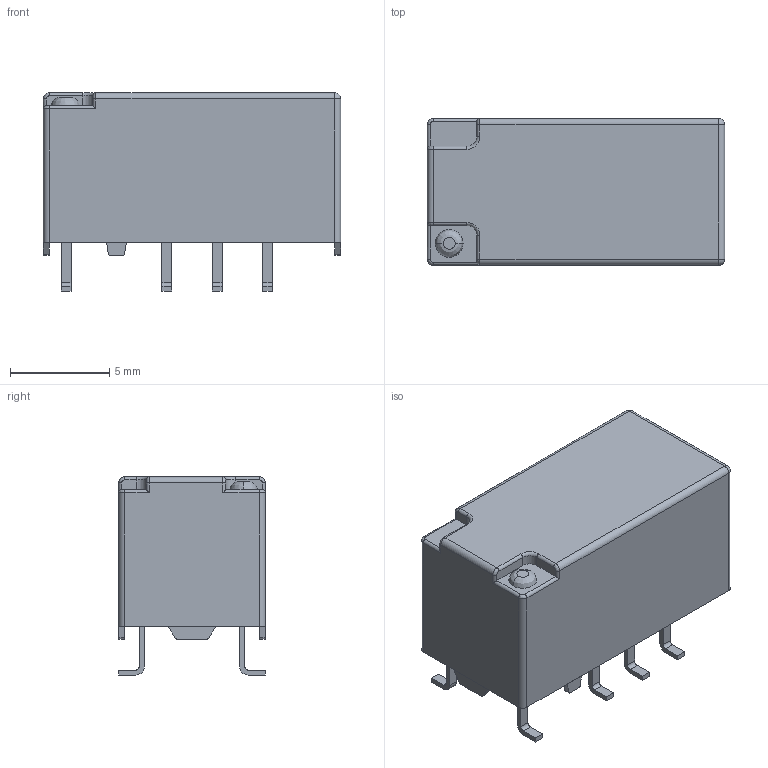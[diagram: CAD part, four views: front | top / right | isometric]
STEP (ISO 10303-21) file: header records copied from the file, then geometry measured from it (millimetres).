
FILE_DESCRIPTION((''),'2;1');
FILE_NAME('REL_PANASONIC_TXS2SS.stp','2011-05-25T13:06:02',(''),(''),'Mechanical Desktop 2011','Mechanical Desktop 2011',', , ');
FILE_SCHEMA(('AUTOMOTIVE_DESIGN { 1 2 10303 214 1 1 1 1 }'));
Length unit declared in the file: millimetre
Products named in the file (1): Product
Bounding box: 15 x 7.4 x 10 mm (x, y, z)
Volume: 836.2 mm3; surface area: 609.1 mm2
Topology: 14 solids, 14 shells, 160 faces, 374 edges, 242 vertices
Faces by surface type: plane 70, bspline 48, cylinder 38, torus 2, sphere 2
Entity records: 5092 total; most frequent: CARTESIAN_POINT 1462, ORIENTED_EDGE 740, DIRECTION 696, EDGE_CURVE 370, VECTOR 270, LINE 270, VERTEX_POINT 238, AXIS2_PLACEMENT_3D 213
